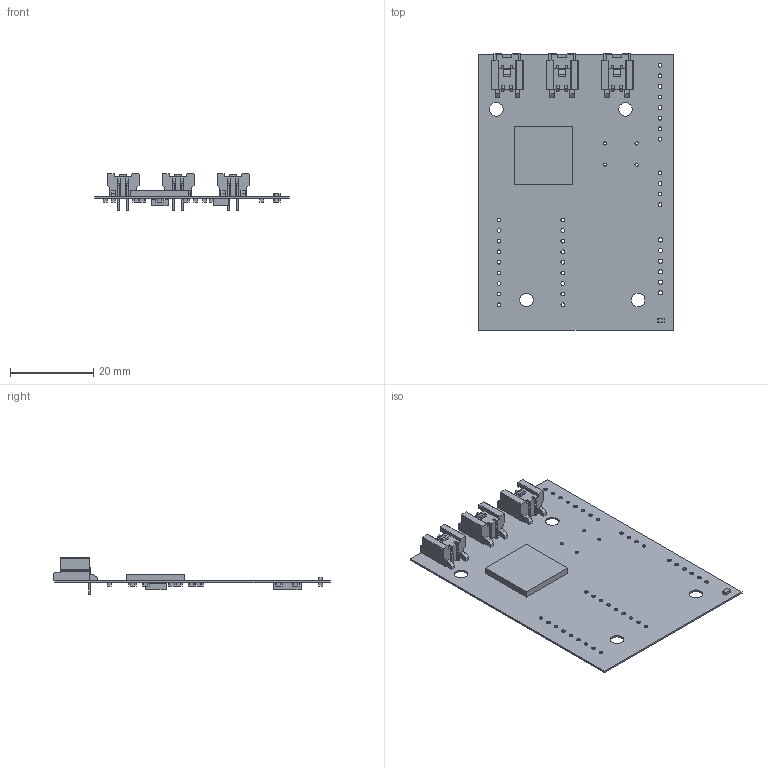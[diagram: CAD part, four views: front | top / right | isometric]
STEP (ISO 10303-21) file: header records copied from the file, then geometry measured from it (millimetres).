
FILE_DESCRIPTION(('Open CASCADE Model'),'2;1');
FILE_NAME('Open CASCADE Shape Model','2019-03-26T17:02:01',('Author'),( 'Open CASCADE'),'Open CASCADE STEP processor 6.8','Open CASCADE 6.8' ,'Unknown');
FILE_SCHEMA(('AUTOMOTIVE_DESIGN { 1 0 10303 214 1 1 1 1 }'));
Length unit declared in the file: millimetre
Products named in the file (45): PCB; Board; *; 6458894720; Extruded; C12; 6458894528; 6458894336; C11; R10; 6458894144; 6458893952; R2; 6458893376; C1; C2; C3; C4; C5; C6; C7; C8; C9; C10; R1; U1; 6458893184; U4; 6458893568; LED1; 6458893760; CANA; 353630260; Open CASCADE STEP translator 6.8 1.21.1.1; Open CASCADE STEP translator 6.8 1.21.1.2
Assembly tree (86 placements, depth 4):
  PCB
    Board
    *
      6458894720
        Extruded
    C12
      6458894528  x2
        Extruded
      6458894336
        Extruded
    C11
      6458894528  x2
        Extruded
      6458894336
        Extruded
    R10
      6458894144  x2
        Extruded
      6458893952
        Extruded
    R2
      6458893376
        Extruded
    C1
      6458894528  x2
        Extruded
      6458894336
        Extruded
    C2
      6458894144  x2
        Extruded
      6458893952
        Extruded
    C3
      6458894144  x2
        Extruded
      6458893952
        Extruded
    C4
      6458894144  x2
        Extruded
      6458893952
        Extruded
    C5
      6458894528  x2
        Extruded
      6458894336
        Extruded
    C6
      6458894528  x2
        Extruded
      6458894336
        Extruded
    C7
      6458894528  x2
        Extruded
      6458894336
        Extruded
    C8
      6458894528  x2
Bounding box: 46.61 x 66.25 x 8.7 mm (x, y, z)
Volume: 2026.8 mm3; surface area: 8418.5 mm2
Topology: 53 solids, 53 shells, 764 faces, 1878 edges, 1256 vertices
Faces by surface type: plane 702, cylinder 62
Full cylindrical faces by diameter (mm): 0.762 x4, 0.8 x6, 0.9 x30, 1 x6, 3.264 x4
Entity records: 8937 total; most frequent: DIRECTION 1428, CARTESIAN_POINT 1413, ORIENTED_EDGE 1278, EDGE_CURVE 639, LINE 534, VECTOR 534, AXIS2_PLACEMENT_3D 447, VERTEX_POINT 418
